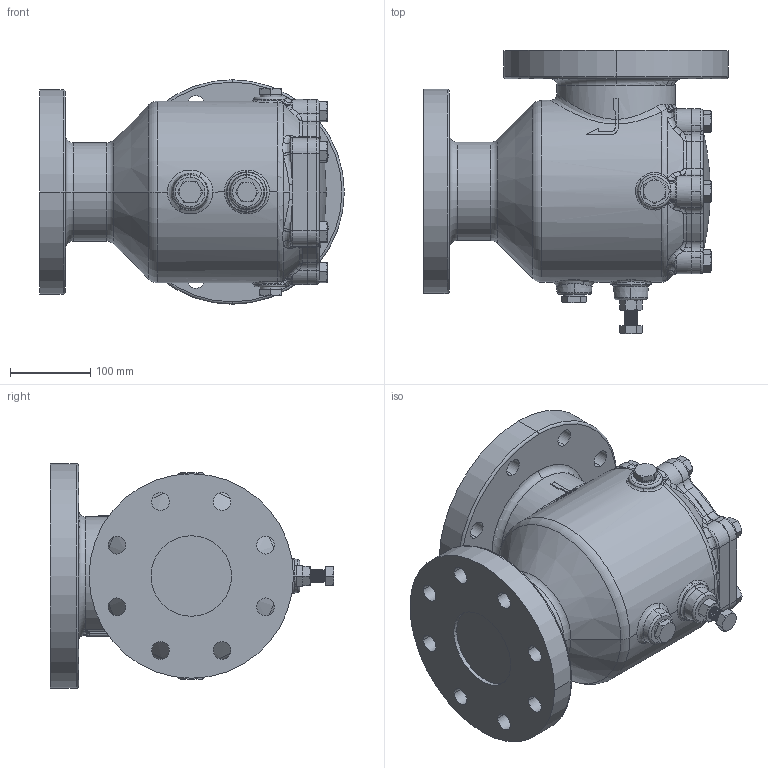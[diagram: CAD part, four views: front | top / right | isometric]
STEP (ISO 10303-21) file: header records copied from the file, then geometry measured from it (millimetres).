
FILE_DESCRIPTION (( 'STEP AP214' ), '1' );
FILE_NAME ('SD-5in_4in-250Lb.STEP', '2017-09-18T18:09:38', ( '' ), ( '' ), 'SwSTEP 2.0', 'SolidWorks 2013', '' );
FILE_SCHEMA (( 'AUTOMOTIVE_DESIGN' ));
Length unit declared in the file: inch
Products named in the file (4): SD-5in_4in-250Lb; X2SD-5in_4in-250Lb; X1SD-5in_4in-250Lb
Assembly tree (3 placements, depth 2):
  SD-5in_4in-250Lb
    SD-5in_4in-250Lb
    X1SD-5in_4in-250Lb
    X2SD-5in_4in-250Lb
Bounding box: 378.5 x 351.79 x 279 mm (x, y, z)
Volume: 14219439.1 mm3; surface area: 620352.2 mm2
Topology: 3 solids, 5 shells, 800 faces, 1976 edges, 1211 vertices
Faces by surface type: cylinder 278, plane 168, bspline 154, cone 124, torus 70, sphere 6
Entity records: 68446 total; most frequent: CARTESIAN_POINT 40966, ORIENTED_EDGE 3928, DIRECTION 3236, EDGE_CURVE 1964, AXIS2_PLACEMENT_3D 1358, VERTEX_POINT 1211, EDGE_LOOP 871, FACE_OUTER_BOUND 800
